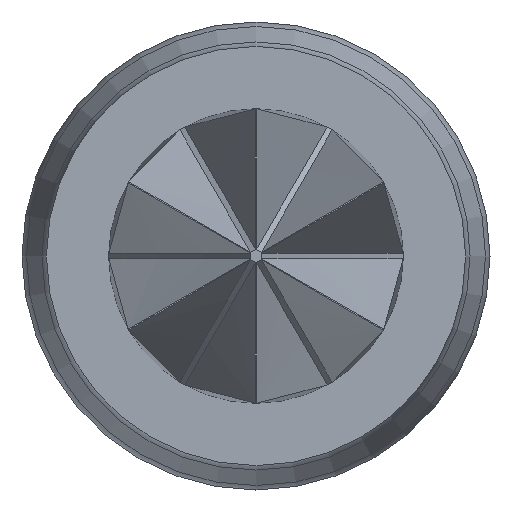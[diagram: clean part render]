
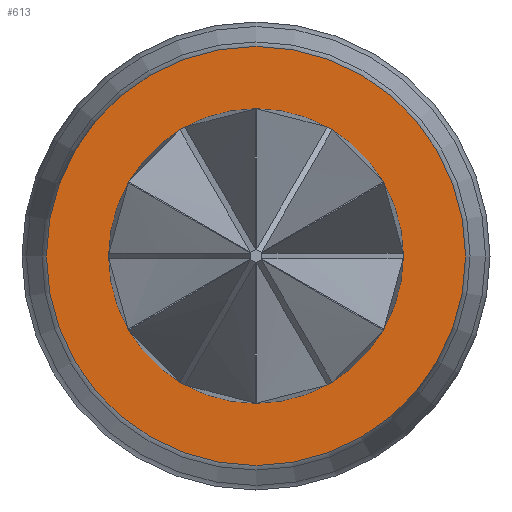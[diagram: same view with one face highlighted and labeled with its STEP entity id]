
A CAD part, left-side view. The second image highlights one B-rep face of the part: STEP entity #613.
In plain terms, the highlighted planar face has unit normal (-1, 0, 0).
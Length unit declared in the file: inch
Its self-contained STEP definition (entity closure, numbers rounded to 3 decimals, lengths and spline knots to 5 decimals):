
#53 = AXIS2_PLACEMENT_3D ( 'NONE', #717, #1352, #809 ) ;
#91 = VERTEX_POINT ( 'NONE', #490 ) ;
#159 = CIRCLE ( 'NONE', #53, 0.018 ) ;
#261 = EDGE_LOOP ( 'NONE', ( #1037 ) ) ;
#361 = FACE_OUTER_BOUND ( 'NONE', #1351, .T. ) ;
#419 = EDGE_CURVE ( 'NONE', #91, #91, #159, .T. ) ;
#441 = DIRECTION ( 'NONE',  ( -1., 0., 0. ) ) ;
#461 = AXIS2_PLACEMENT_3D ( 'NONE', #1322, #1225, #1327 ) ;
#490 = CARTESIAN_POINT ( 'NONE',  ( 0., -0.018, 0. ) ) ;
#520 = CIRCLE ( 'NONE', #461, 0.01265 ) ;
#544 = ORIENTED_EDGE ( 'NONE', *, *, #419, .T. ) ;
#613 = ADVANCED_FACE ( 'NONE', ( #648, #361 ), #759, .T. ) ;
#632 = AXIS2_PLACEMENT_3D ( 'NONE', #1177, #441, #1187 ) ;
#648 = FACE_BOUND ( 'NONE', #261, .T. ) ;
#717 = CARTESIAN_POINT ( 'NONE',  ( 0., 0., 0. ) ) ;
#759 = PLANE ( 'NONE',  #632 ) ;
#809 = DIRECTION ( 'NONE',  ( 0., -1., 0. ) ) ;
#812 = EDGE_CURVE ( 'NONE', #841, #841, #520, .T. ) ;
#841 = VERTEX_POINT ( 'NONE', #1261 ) ;
#1037 = ORIENTED_EDGE ( 'NONE', *, *, #812, .T. ) ;
#1177 = CARTESIAN_POINT ( 'NONE',  ( 0., 0., 0.018 ) ) ;
#1187 = DIRECTION ( 'NONE',  ( 0., -1., 0. ) ) ;
#1225 = DIRECTION ( 'NONE',  ( 1., 0., 0. ) ) ;
#1261 = CARTESIAN_POINT ( 'NONE',  ( 0., 0., 0.01265 ) ) ;
#1322 = CARTESIAN_POINT ( 'NONE',  ( 0., 0., 0. ) ) ;
#1327 = DIRECTION ( 'NONE',  ( 0., 0., 1. ) ) ;
#1351 = EDGE_LOOP ( 'NONE', ( #544 ) ) ;
#1352 = DIRECTION ( 'NONE',  ( -1., 0., 0. ) ) ;
